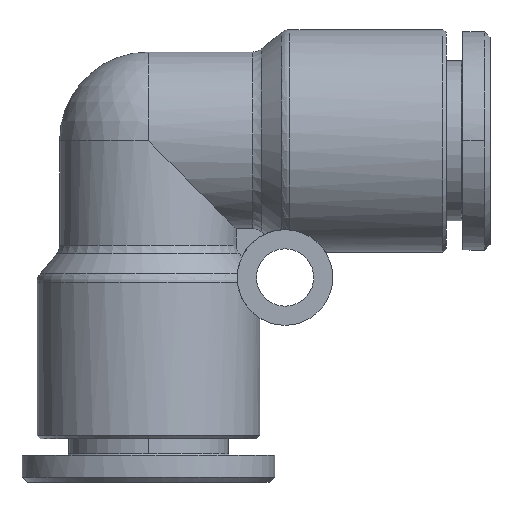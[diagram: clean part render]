
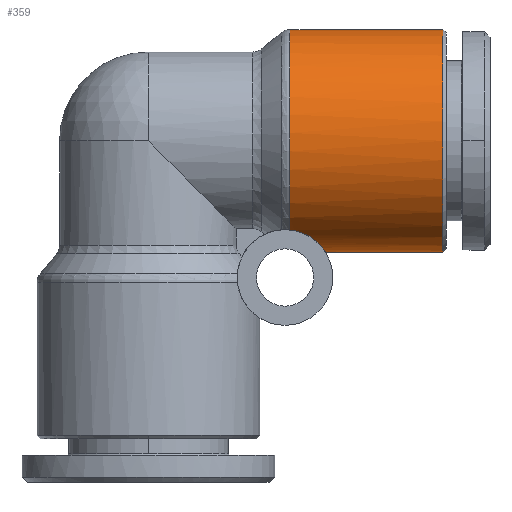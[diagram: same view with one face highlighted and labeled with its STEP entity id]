
A CAD part, front view. The second image highlights one B-rep face of the part: STEP entity #359.
In plain terms, the highlighted cylindrical face has radius 8.15 mm (diameter 16.3 mm), a partial arc.
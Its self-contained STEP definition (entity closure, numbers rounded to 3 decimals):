
#293=CARTESIAN_POINT('',(5.767,0.,0.));
#294=DIRECTION('',(1.0,0.0,0.0));
#295=DIRECTION('',(0.0,0.0,1.0));
#296=AXIS2_PLACEMENT_3D('',#293,#294,#295);
#297=CYLINDRICAL_SURFACE('',#296,8.15);
#298=CARTESIAN_POINT('',(1.126,0.,8.15));
#299=VERTEX_POINT('',#298);
#300=CARTESIAN_POINT('',(12.317,0.,8.15));
#301=VERTEX_POINT('',#300);
#302=CARTESIAN_POINT('',(1.126,0.,8.15));
#303=DIRECTION('',(1.0,0.0,0.0));
#304=VECTOR('',#303,11.191);
#305=LINE('',#302,#304);
#306=EDGE_CURVE('',#299,#301,#305,.T.);
#307=ORIENTED_EDGE('',*,*,#306,.F.);
#308=CARTESIAN_POINT('',(1.126,-4.892,-6.518));
#309=VERTEX_POINT('',#308);
#310=CARTESIAN_POINT('',(1.126,0.,0.));
#311=DIRECTION('',(-1.0,0.0,0.0));
#312=DIRECTION('',(0.0,0.0,-1.0));
#313=AXIS2_PLACEMENT_3D('',#310,#311,#312);
#314=CIRCLE('',#313,8.15);
#315=EDGE_CURVE('',#309,#299,#314,.T.);
#316=ORIENTED_EDGE('',*,*,#315,.F.);
#317=CARTESIAN_POINT('',(3.738,0.,-8.15));
#318=VERTEX_POINT('',#317);
#319=CARTESIAN_POINT('',(1.126,-4.892,-6.518));
#320=CARTESIAN_POINT('',(1.142,-4.89,-6.52));
#321=CARTESIAN_POINT('',(1.157,-4.888,-6.522));
#322=CARTESIAN_POINT('',(1.31,-4.864,-6.54));
#323=CARTESIAN_POINT('',(1.446,-4.831,-6.564));
#324=CARTESIAN_POINT('',(1.708,-4.745,-6.626));
#325=CARTESIAN_POINT('',(1.835,-4.692,-6.665));
#326=CARTESIAN_POINT('',(2.071,-4.568,-6.75));
#327=CARTESIAN_POINT('',(2.181,-4.499,-6.797));
#328=CARTESIAN_POINT('',(2.436,-4.31,-6.919));
#329=CARTESIAN_POINT('',(2.573,-4.18,-6.998));
#330=CARTESIAN_POINT('',(2.817,-3.898,-7.159));
#331=CARTESIAN_POINT('',(2.924,-3.744,-7.241));
#332=CARTESIAN_POINT('',(3.209,-3.254,-7.481));
#333=CARTESIAN_POINT('',(3.35,-2.887,-7.633));
#334=CARTESIAN_POINT('',(3.56,-2.104,-7.885));
#335=CARTESIAN_POINT('',(3.63,-1.687,-7.985));
#336=CARTESIAN_POINT('',(3.719,-0.843,-8.118));
#337=CARTESIAN_POINT('',(3.738,-0.414,-8.15));
#338=CARTESIAN_POINT('',(3.738,0.,-8.15));
#339=B_SPLINE_CURVE_WITH_KNOTS('',3,(#319,#320,#321,#322,#323,#324,#325,#326,#327,#328,#329,#330,#331,#332,#333,#334,#335,#336,#337,#338),.UNSPECIFIED.,.F.,.U.,(4,2,2,2,2,2,2,2,2,4),(6.916,6.962,7.36,7.758,8.156,8.777,9.399,10.642,11.885,13.128),.UNSPECIFIED.);
#340=EDGE_CURVE('',#309,#318,#339,.T.);
#341=ORIENTED_EDGE('',*,*,#340,.T.);
#342=CARTESIAN_POINT('',(12.317,0.,-8.15));
#343=VERTEX_POINT('',#342);
#344=CARTESIAN_POINT('',(12.317,0.,-8.15));
#345=DIRECTION('',(-1.0,0.0,0.0));
#346=VECTOR('',#345,8.579);
#347=LINE('',#344,#346);
#348=EDGE_CURVE('',#343,#318,#347,.T.);
#349=ORIENTED_EDGE('',*,*,#348,.F.);
#350=CARTESIAN_POINT('',(12.317,0.,0.));
#351=DIRECTION('',(1.0,0.0,0.0));
#352=DIRECTION('',(0.0,0.0,1.0));
#353=AXIS2_PLACEMENT_3D('',#350,#351,#352);
#354=CIRCLE('',#353,8.15);
#355=EDGE_CURVE('',#301,#343,#354,.T.);
#356=ORIENTED_EDGE('',*,*,#355,.F.);
#357=EDGE_LOOP('',(#307,#316,#341,#349,#356));
#358=FACE_OUTER_BOUND('',#357,.T.);
#359=ADVANCED_FACE('',(#358),#297,.T.);
